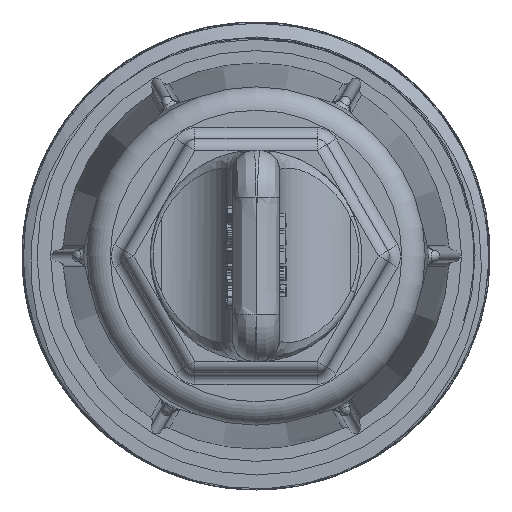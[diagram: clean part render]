
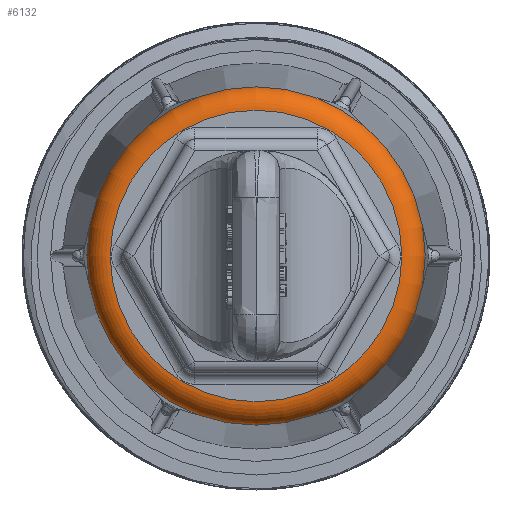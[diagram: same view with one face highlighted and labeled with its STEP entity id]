
A CAD part, front view. The second image highlights one B-rep face of the part: STEP entity #6132.
In plain terms, the highlighted toroidal (fillet/blend) face has major radius 19.779 mm and minor radius 3.175 mm.
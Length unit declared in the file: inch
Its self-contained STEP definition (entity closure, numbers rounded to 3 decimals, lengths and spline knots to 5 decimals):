
#451=TOROIDAL_SURFACE('',#6638,0.7787,0.125);
#517=CIRCLE('',#6634,0.7787);
#518=CIRCLE('',#6635,0.7787);
#519=CIRCLE('',#6639,0.125);
#520=CIRCLE('',#6640,0.90365);
#521=CIRCLE('',#6641,0.90365);
#522=CIRCLE('',#6642,0.90365);
#732=FACE_OUTER_BOUND('',#1097,.T.);
#1097=EDGE_LOOP('',(#4343,#4344,#4345,#4346,#4347,#4348,#4349));
#2608=VERTEX_POINT('',#9274);
#2609=VERTEX_POINT('',#9275);
#2610=VERTEX_POINT('',#9282);
#2611=VERTEX_POINT('',#9284);
#2612=VERTEX_POINT('',#9286);
#3278=EDGE_CURVE('',#2608,#2609,#517,.T.);
#3279=EDGE_CURVE('',#2609,#2608,#518,.T.);
#3281=EDGE_CURVE('',#2609,#2610,#519,.T.);
#3282=EDGE_CURVE('',#2610,#2611,#520,.T.);
#3283=EDGE_CURVE('',#2611,#2612,#521,.T.);
#3284=EDGE_CURVE('',#2612,#2610,#522,.T.);
#4343=ORIENTED_EDGE('',*,*,#3278,.T.);
#4344=ORIENTED_EDGE('',*,*,#3281,.T.);
#4345=ORIENTED_EDGE('',*,*,#3282,.T.);
#4346=ORIENTED_EDGE('',*,*,#3283,.T.);
#4347=ORIENTED_EDGE('',*,*,#3284,.T.);
#4348=ORIENTED_EDGE('',*,*,#3281,.F.);
#4349=ORIENTED_EDGE('',*,*,#3279,.T.);
#6132=ADVANCED_FACE('',(#732),#451,.T.);
#6634=AXIS2_PLACEMENT_3D('',#9276,#7298,#7299);
#6635=AXIS2_PLACEMENT_3D('',#9277,#7300,#7301);
#6638=AXIS2_PLACEMENT_3D('',#9281,#7307,#7308);
#6639=AXIS2_PLACEMENT_3D('',#9283,#7309,#7310);
#6640=AXIS2_PLACEMENT_3D('',#9285,#7311,#7312);
#6641=AXIS2_PLACEMENT_3D('',#9287,#7313,#7314);
#6642=AXIS2_PLACEMENT_3D('',#9288,#7315,#7316);
#7298=DIRECTION('center_axis',(0.,1.,0.));
#7299=DIRECTION('ref_axis',(-1.,0.,0.));
#7300=DIRECTION('center_axis',(0.,1.,0.));
#7301=DIRECTION('ref_axis',(-1.,0.,0.));
#7307=DIRECTION('center_axis',(0.,-1.,0.));
#7308=DIRECTION('ref_axis',(0.,0.,-1.));
#7309=DIRECTION('center_axis',(-1.,0.,0.));
#7310=DIRECTION('ref_axis',(0.,0.,1.));
#7311=DIRECTION('center_axis',(0.,-1.,0.));
#7312=DIRECTION('ref_axis',(-1.,0.,0.));
#7313=DIRECTION('center_axis',(0.,-1.,0.));
#7314=DIRECTION('ref_axis',(-1.,0.,0.));
#7315=DIRECTION('center_axis',(0.,-1.,0.));
#7316=DIRECTION('ref_axis',(-1.,0.,0.));
#9274=CARTESIAN_POINT('',(0.7787,-5.095,0.));
#9275=CARTESIAN_POINT('',(0.,-5.095,0.7787));
#9276=CARTESIAN_POINT('Origin',(0.,-5.095,0.));
#9277=CARTESIAN_POINT('Origin',(0.,-5.095,0.));
#9281=CARTESIAN_POINT('Origin',(0.,-4.97,0.));
#9282=CARTESIAN_POINT('',(0.,-4.97376,0.90365));
#9283=CARTESIAN_POINT('Origin',(0.,-4.97,0.7787));
#9284=CARTESIAN_POINT('',(-0.90365,-4.97376,0.));
#9285=CARTESIAN_POINT('Origin',(0.,-4.97376,0.));
#9286=CARTESIAN_POINT('',(0.90365,-4.97376,0.));
#9287=CARTESIAN_POINT('Origin',(0.,-4.97376,0.));
#9288=CARTESIAN_POINT('Origin',(0.,-4.97376,0.));
